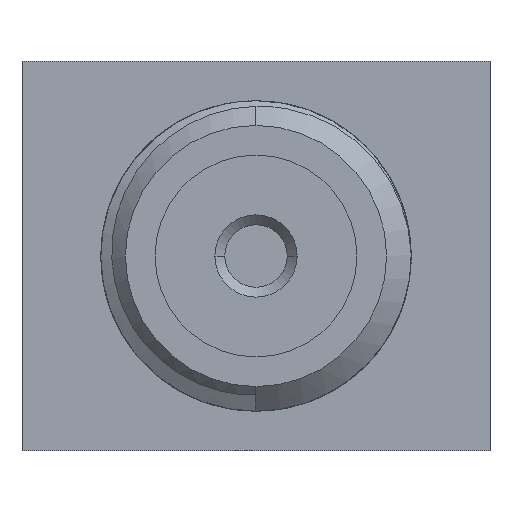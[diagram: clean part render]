
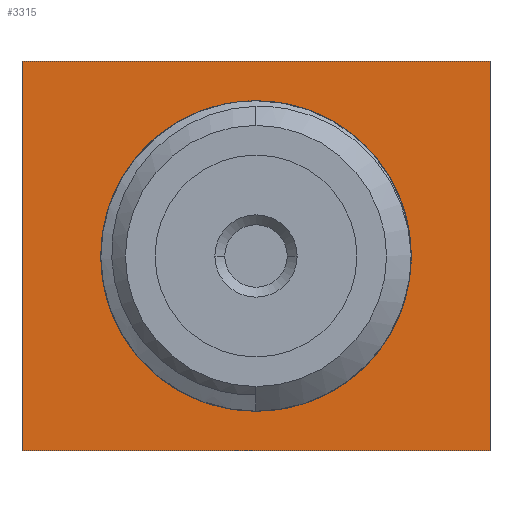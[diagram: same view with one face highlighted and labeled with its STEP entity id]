
A CAD part, left-side view. The second image highlights one B-rep face of the part: STEP entity #3315.
In plain terms, the highlighted planar face has unit normal (-1, 0, 0).
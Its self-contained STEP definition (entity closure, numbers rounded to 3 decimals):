
#1=CARTESIAN_POINT('',(3.6,0.,0.));
#2=DIRECTION('',(-1.,0.,0.));
#3=DIRECTION('',(0.,0.,-1.));
#4=AXIS2_PLACEMENT_3D('',#1,#2,#3);
#235=CARTESIAN_POINT('',(3.6,0.,0.));
#236=DIRECTION('',(-1.,0.,0.));
#237=DIRECTION('',(0.,0.,1.));
#238=AXIS2_PLACEMENT_3D('',#235,#236,#237);
#262=DIRECTION('',(0.,0.,1.));
#263=VECTOR('',#262,7.9);
#264=CARTESIAN_POINT('',(3.6,4.75,-3.95));
#265=LINE('',#264,#263);
#266=DIRECTION('',(0.,-1.,0.));
#267=VECTOR('',#266,9.5);
#268=CARTESIAN_POINT('',(3.6,4.75,3.95));
#269=LINE('',#268,#267);
#270=DIRECTION('',(0.,0.,-1.));
#271=VECTOR('',#270,7.9);
#272=CARTESIAN_POINT('',(3.6,-4.75,3.95));
#273=LINE('',#272,#271);
#274=DIRECTION('',(0.,1.,0.));
#275=VECTOR('',#274,9.5);
#276=CARTESIAN_POINT('',(3.6,-4.75,-3.95));
#277=LINE('',#276,#275);
#2461=CARTESIAN_POINT('',(3.6,0.,2.7));
#2463=VERTEX_POINT('',#2461);
#2531=CARTESIAN_POINT('',(3.6,0.,-2.7));
#2533=VERTEX_POINT('',#2531);
#2556=CARTESIAN_POINT('',(3.6,4.75,-3.95));
#2557=CARTESIAN_POINT('',(3.6,4.75,3.95));
#2558=VERTEX_POINT('',#2556);
#2559=VERTEX_POINT('',#2557);
#2560=CARTESIAN_POINT('',(3.6,-4.75,3.95));
#2561=VERTEX_POINT('',#2560);
#2562=CARTESIAN_POINT('',(3.6,-4.75,-3.95));
#2563=VERTEX_POINT('',#2562);
#3296=CARTESIAN_POINT('',(3.6,0.,0.));
#3297=DIRECTION('',(1.,0.,0.));
#3298=DIRECTION('',(0.,-1.,0.));
#3299=AXIS2_PLACEMENT_3D('',#3296,#3297,#3298);
#3300=PLANE('',#3299);
#3302=ORIENTED_EDGE('',*,*,#3301,.T.);
#3304=ORIENTED_EDGE('',*,*,#3303,.T.);
#3306=ORIENTED_EDGE('',*,*,#3305,.T.);
#3308=ORIENTED_EDGE('',*,*,#3307,.T.);
#3309=EDGE_LOOP('',(#3302,#3304,#3306,#3308));
#3310=FACE_OUTER_BOUND('',#3309,.F.);
#3311=ORIENTED_EDGE('',*,*,#2642,.T.);
#3312=ORIENTED_EDGE('',*,*,#3286,.T.);
#3313=EDGE_LOOP('',(#3311,#3312));
#3314=FACE_BOUND('',#3313,.F.);
#5=CIRCLE('',#4,2.7);
#239=CIRCLE('',#238,2.7);
#2642=EDGE_CURVE('',#2533,#2463,#5,.T.);
#3286=EDGE_CURVE('',#2463,#2533,#239,.T.);
#3301=EDGE_CURVE('',#2558,#2559,#265,.T.);
#3303=EDGE_CURVE('',#2559,#2561,#269,.T.);
#3305=EDGE_CURVE('',#2561,#2563,#273,.T.);
#3307=EDGE_CURVE('',#2563,#2558,#277,.T.);
#3315=ADVANCED_FACE('',(#3310,#3314),#3300,.F.);
